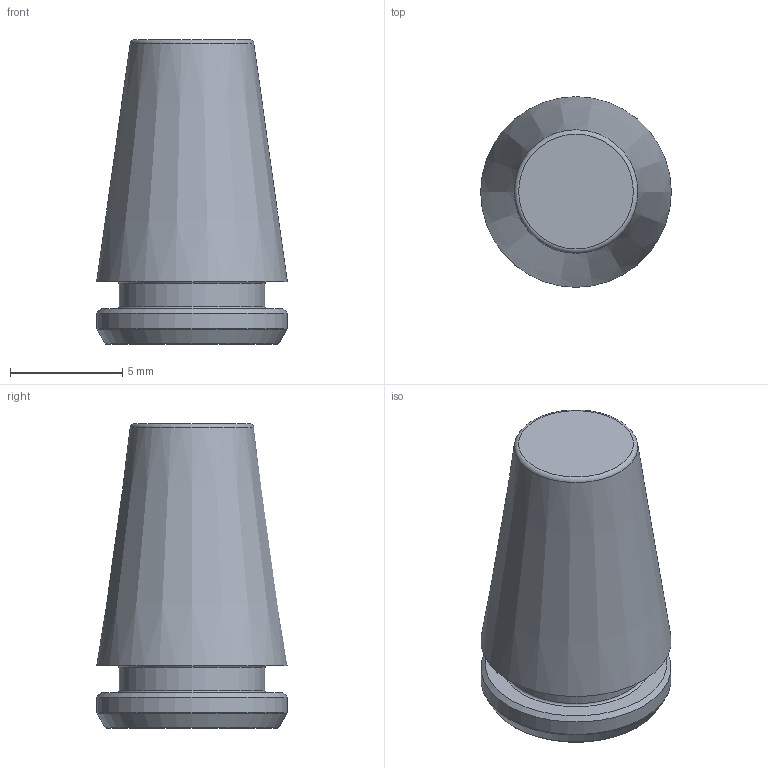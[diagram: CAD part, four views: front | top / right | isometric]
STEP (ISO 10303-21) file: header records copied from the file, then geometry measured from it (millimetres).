
FILE_DESCRIPTION(/* description */ (''),/* implementation_level */ '2;1');
FILE_NAME(/* name */ '1505831261538.stp',/* time_stamp */ '2017-09-19T16:27:47+02:00',/* author */ (''),/* organization */ ('SMS'),/* preprocessor_version */ 'ST-DEVELOPER v15',/* originating_system */ 'SIEMENS PLM Software NX 8.5',/* authorisation */ '');
FILE_SCHEMA (('AUTOMOTIVE_DESIGN { 1 0 10303 214 3 1 1 1 }'));
Length unit declared in the file: millimetre
Products named in the file (1): 1108xxxxx
Bounding box: 8.5 x 8.5 x 13.6 mm (x, y, z)
Volume: 546.4 mm3; surface area: 419.1 mm2
Topology: 1 solids, 1 shells, 14 faces, 26 edges, 16 vertices
Faces by surface type: torus 5, plane 4, cone 3, cylinder 2
Full cylindrical faces by diameter (mm): 6.5 x1, 8.5 x1
Entity records: 424 total; most frequent: DIRECTION 62, CARTESIAN_POINT 44, AXIS2_PLACEMENT_3D 31, EDGE_LOOP 26, ORIENTED_EDGE 26, FACE_BOUND 24, PRESENTATION_STYLE_ASSIGNMENT 18, SURFACE_STYLE_USAGE 15
